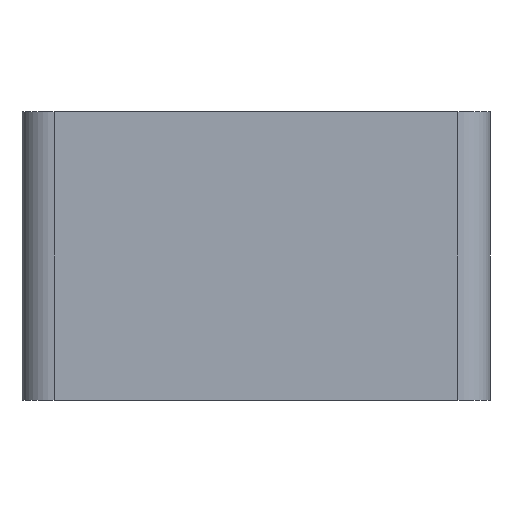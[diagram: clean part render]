
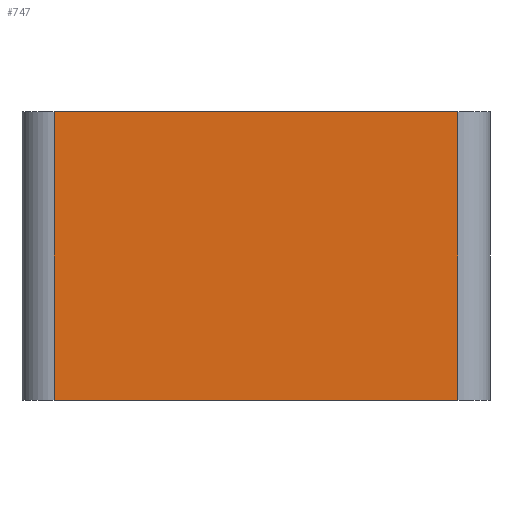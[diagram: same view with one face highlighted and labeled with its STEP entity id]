
A CAD part, left-side view. The second image highlights one B-rep face of the part: STEP entity #747.
In plain terms, the highlighted planar face has unit normal (-1, 0, 0).
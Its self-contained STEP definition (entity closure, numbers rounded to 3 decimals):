
#38 = EDGE_CURVE ( 'NONE', #49, #587, #234, .T. ) ;
#49 = VERTEX_POINT ( 'NONE', #598 ) ;
#97 = VECTOR ( 'NONE', #592, 1000. ) ;
#104 = ORIENTED_EDGE ( 'NONE', *, *, #495, .T. ) ;
#134 = CARTESIAN_POINT ( 'NONE',  ( -3.65, -3.65, 0. ) ) ;
#140 = VECTOR ( 'NONE', #903, 1000. ) ;
#153 = ORIENTED_EDGE ( 'NONE', *, *, #781, .T. ) ;
#214 = CARTESIAN_POINT ( 'NONE',  ( -3.65, -3.15, 4.5 ) ) ;
#234 = LINE ( 'NONE', #513, #97 ) ;
#254 = VECTOR ( 'NONE', #303, 1000. ) ;
#303 = DIRECTION ( 'NONE',  ( 0., 0., -1. ) ) ;
#339 = VERTEX_POINT ( 'NONE', #807 ) ;
#342 = LINE ( 'NONE', #632, #697 ) ;
#347 = DIRECTION ( 'NONE',  ( 0., 0., -1. ) ) ;
#376 = LINE ( 'NONE', #674, #254 ) ;
#495 = EDGE_CURVE ( 'NONE', #509, #339, #376, .T. ) ;
#509 = VERTEX_POINT ( 'NONE', #533 ) ;
#513 = CARTESIAN_POINT ( 'NONE',  ( -3.65, -3.15, 4.5 ) ) ;
#533 = CARTESIAN_POINT ( 'NONE',  ( -3.65, 3.15, 4.5 ) ) ;
#549 = AXIS2_PLACEMENT_3D ( 'NONE', #776, #551, #347 ) ;
#551 = DIRECTION ( 'NONE',  ( 1., 0., 0. ) ) ;
#587 = VERTEX_POINT ( 'NONE', #214 ) ;
#592 = DIRECTION ( 'NONE',  ( 0., 0., 1. ) ) ;
#598 = CARTESIAN_POINT ( 'NONE',  ( -3.65, -3.15, 0. ) ) ;
#621 = PLANE ( 'NONE',  #549 ) ;
#627 = LINE ( 'NONE', #134, #140 ) ;
#632 = CARTESIAN_POINT ( 'NONE',  ( -3.65, -3.65, 4.5 ) ) ;
#674 = CARTESIAN_POINT ( 'NONE',  ( -3.65, 3.15, 4.5 ) ) ;
#691 = FACE_OUTER_BOUND ( 'NONE', #846, .T. ) ;
#697 = VECTOR ( 'NONE', #910, 1000. ) ;
#725 = ORIENTED_EDGE ( 'NONE', *, *, #38, .T. ) ;
#747 = ADVANCED_FACE ( 'NONE', ( #691 ), #621, .F. ) ;
#776 = CARTESIAN_POINT ( 'NONE',  ( -3.65, -3.65, 4.5 ) ) ;
#781 = EDGE_CURVE ( 'NONE', #339, #49, #627, .T. ) ;
#806 = EDGE_CURVE ( 'NONE', #509, #587, #342, .T. ) ;
#807 = CARTESIAN_POINT ( 'NONE',  ( -3.65, 3.15, 0. ) ) ;
#822 = ORIENTED_EDGE ( 'NONE', *, *, #806, .F. ) ;
#846 = EDGE_LOOP ( 'NONE', ( #153, #725, #822, #104 ) ) ;
#903 = DIRECTION ( 'NONE',  ( 0., -1., 0. ) ) ;
#910 = DIRECTION ( 'NONE',  ( 0., -1., 0. ) ) ;
